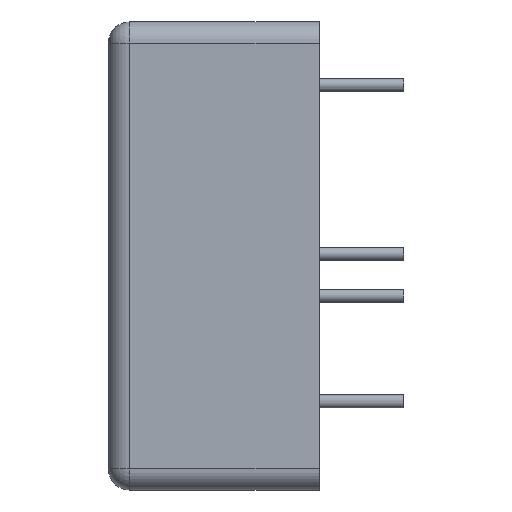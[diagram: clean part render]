
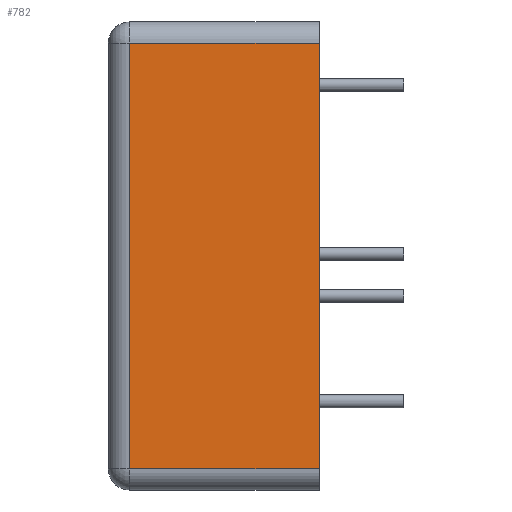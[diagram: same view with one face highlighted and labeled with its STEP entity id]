
A CAD part, left-side view. The second image highlights one B-rep face of the part: STEP entity #782.
In plain terms, the highlighted planar face has unit normal (-1, 0, 0).
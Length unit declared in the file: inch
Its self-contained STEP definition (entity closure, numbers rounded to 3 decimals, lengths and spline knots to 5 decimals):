
#53 = VECTOR ( 'NONE', #1200, 39.37008 ) ;
#90 = PLANE ( 'NONE',  #105 ) ;
#95 = VERTEX_POINT ( 'NONE', #118 ) ;
#105 = AXIS2_PLACEMENT_3D ( 'NONE', #326, #932, #692 ) ;
#109 = FACE_OUTER_BOUND ( 'NONE', #1334, .T. ) ;
#115 = EDGE_CURVE ( 'NONE', #95, #1397, #448, .T. ) ;
#118 = CARTESIAN_POINT ( 'NONE',  ( -0.7, 0., -0.505 ) ) ;
#140 = CARTESIAN_POINT ( 'NONE',  ( -0.7, 0.45, 0.555 ) ) ;
#165 = VECTOR ( 'NONE', #991, 39.37008 ) ;
#250 = CARTESIAN_POINT ( 'NONE',  ( -0.7, 0.5, 0.505 ) ) ;
#251 = EDGE_CURVE ( 'NONE', #1150, #1508, #576, .T. ) ;
#264 = VECTOR ( 'NONE', #795, 39.37008 ) ;
#304 = ORIENTED_EDGE ( 'NONE', *, *, #115, .T. ) ;
#326 = CARTESIAN_POINT ( 'NONE',  ( -0.7, 0.5, 0.555 ) ) ;
#364 = LINE ( 'NONE', #250, #53 ) ;
#448 = LINE ( 'NONE', #1087, #1246 ) ;
#523 = CARTESIAN_POINT ( 'NONE',  ( -0.7, 0.45, -0.505 ) ) ;
#576 = LINE ( 'NONE', #140, #165 ) ;
#692 = DIRECTION ( 'NONE',  ( 0., 0., -1. ) ) ;
#744 = ORIENTED_EDGE ( 'NONE', *, *, #251, .T. ) ;
#782 = ADVANCED_FACE ( 'NONE', ( #109 ), #90, .F. ) ;
#795 = DIRECTION ( 'NONE',  ( 0., -1., 0. ) ) ;
#815 = CARTESIAN_POINT ( 'NONE',  ( -0.7, 0.45, 0.505 ) ) ;
#932 = DIRECTION ( 'NONE',  ( 1., 0., 0. ) ) ;
#991 = DIRECTION ( 'NONE',  ( 0., 0., -1. ) ) ;
#998 = ORIENTED_EDGE ( 'NONE', *, *, #1058, .T. ) ;
#1058 = EDGE_CURVE ( 'NONE', #1508, #95, #1231, .T. ) ;
#1087 = CARTESIAN_POINT ( 'NONE',  ( -0.7, 0., 0.555 ) ) ;
#1150 = VERTEX_POINT ( 'NONE', #815 ) ;
#1165 = CARTESIAN_POINT ( 'NONE',  ( -0.7, 0.5, -0.505 ) ) ;
#1200 = DIRECTION ( 'NONE',  ( 0., 1., 0. ) ) ;
#1230 = CARTESIAN_POINT ( 'NONE',  ( -0.7, 0., 0.505 ) ) ;
#1231 = LINE ( 'NONE', #1165, #264 ) ;
#1246 = VECTOR ( 'NONE', #1432, 39.37008 ) ;
#1309 = EDGE_CURVE ( 'NONE', #1397, #1150, #364, .T. ) ;
#1334 = EDGE_LOOP ( 'NONE', ( #744, #998, #304, #1464 ) ) ;
#1397 = VERTEX_POINT ( 'NONE', #1230 ) ;
#1432 = DIRECTION ( 'NONE',  ( 0., 0., 1. ) ) ;
#1464 = ORIENTED_EDGE ( 'NONE', *, *, #1309, .T. ) ;
#1508 = VERTEX_POINT ( 'NONE', #523 ) ;
